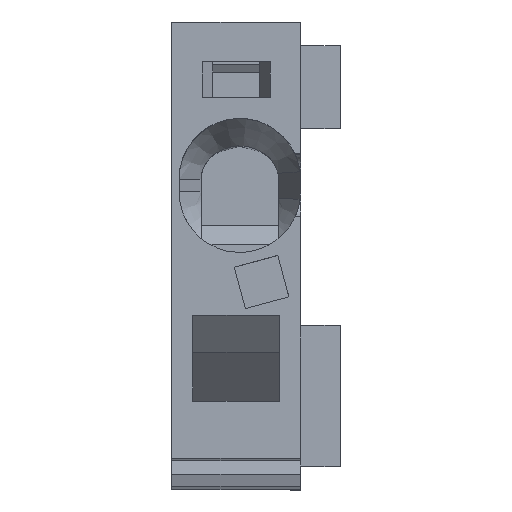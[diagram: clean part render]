
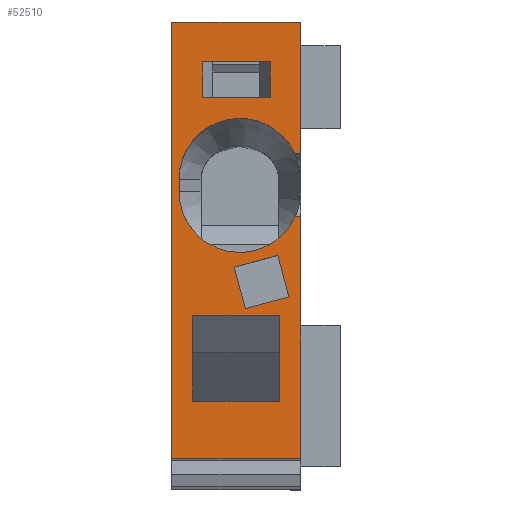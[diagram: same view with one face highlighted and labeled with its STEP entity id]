
A CAD part, top view. The second image highlights one B-rep face of the part: STEP entity #52510.
In plain terms, the highlighted face is planar.
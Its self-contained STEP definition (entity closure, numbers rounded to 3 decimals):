
#2960=CARTESIAN_POINT('',(11.63,-12.269,
1.55));
#2970=VERTEX_POINT('',#2960);
#3000=CARTESIAN_POINT('',(0.,-14.32,
1.55));
#3010=DIRECTION('',(0.985,0.174,
0.));
#3020=VECTOR('',#3010,1.);
#3030=LINE('',#3000,#3020);
#3040=CARTESIAN_POINT('',(0.281,-14.27,
1.55));
#3050=VERTEX_POINT('',#3040);
#3060=EDGE_CURVE('',#3050,#2970,#3030,.T.);
#3460=CARTESIAN_POINT('',(-2.673,-14.791,
1.55));
#3470=VERTEX_POINT('',#3460);
#3500=CARTESIAN_POINT('',(-8.877,-15.885,
1.55));
#3510=VERTEX_POINT('',#3500);
#3520=EDGE_CURVE('',#3510,#3470,#3030,.T.);
#8210=CARTESIAN_POINT('',(-8.877,-15.885,
-4.6));
#8220=VERTEX_POINT('',#8210);
#8250=CARTESIAN_POINT('',(0.,-14.32,
-4.6));
#8260=DIRECTION('',(0.985,0.174,
0.));
#8270=VECTOR('',#8260,1.);
#8280=LINE('',#8250,#8270);
#8290=CARTESIAN_POINT('',(11.63,-12.269,
-4.6));
#8300=VERTEX_POINT('',#8290);
#8310=EDGE_CURVE('',#8220,#8300,#8280,.T.);
#25020=CARTESIAN_POINT('',(0.281,-14.27,
0.));
#25030=DIRECTION('',(0.,0.,-1.));
#25040=VECTOR('',#25030,1.);
#25050=LINE('',#25020,#25040);
#25060=CARTESIAN_POINT('',(0.281,-14.27,
1.29));
#25070=VERTEX_POINT('',#25060);
#25080=EDGE_CURVE('',#3050,#25070,#25050,.T.);
#26160=CARTESIAN_POINT('',(-0.9,-14.478,
-1.35));
#26170=DIRECTION('',(0.174,-0.985,
0.));
#26180=DIRECTION('',(0.985,0.174,
0.));
#26190=AXIS2_PLACEMENT_3D('',#26160,#26170,#26180);
#26200=CIRCLE('',#26190,2.9);
#26210=CARTESIAN_POINT('',(-0.9,-14.478,
-4.25));
#26220=VERTEX_POINT('',#26210);
#26230=EDGE_CURVE('',#26220,#25070,#26200,.T.);
#37640=CARTESIAN_POINT('',(0.,-14.32,
-4.25));
#37650=DIRECTION('',(-0.985,-0.174,
0.));
#37660=VECTOR('',#37650,1.);
#37670=LINE('',#37640,#37660);
#37680=CARTESIAN_POINT('',(-1.491,-14.583,
-4.25));
#37690=VERTEX_POINT('',#37680);
#37700=EDGE_CURVE('',#26220,#37690,#37670,.T.);
#38730=CARTESIAN_POINT('',(-1.491,-14.583,
-1.35));
#38740=DIRECTION('',(-0.174,0.985,
0.));
#38750=DIRECTION('',(-0.985,-0.174,
0.));
#38760=AXIS2_PLACEMENT_3D('',#38730,#38740,#38750);
#38770=CIRCLE('',#38760,2.9);
#38780=CARTESIAN_POINT('',(-2.673,-14.791,
1.29));
#38790=VERTEX_POINT('',#38780);
#38800=EDGE_CURVE('',#37690,#38790,#38770,.T.);
#39100=CARTESIAN_POINT('',(-2.673,-14.791,
0.));
#39110=DIRECTION('',(0.,0.,-1.));
#39120=VECTOR('',#39110,1.);
#39130=LINE('',#39100,#39120);
#39140=EDGE_CURVE('',#3470,#38790,#39130,.T.);
#44050=CARTESIAN_POINT('',(11.63,-12.269,
0.));
#44060=DIRECTION('',(0.,0.,-1.));
#44070=VECTOR('',#44060,1.);
#44080=LINE('',#44050,#44070);
#44090=EDGE_CURVE('',#2970,#8300,#44080,.T.);
#51140=CARTESIAN_POINT('',(-8.877,-15.885,
0.));
#51150=DIRECTION('',(0.,0.,-1.));
#51160=VECTOR('',#51150,1.);
#51170=LINE('',#51140,#51160);
#51180=EDGE_CURVE('',#3510,#8220,#51170,.T.);
#51320=CARTESIAN_POINT('',(6.09,-13.246,
1.65));
#51330=DIRECTION('',(-0.174,0.985,
0.));
#51340=DIRECTION('',(0.985,0.174,
0.));
#51350=AXIS2_PLACEMENT_3D('',#51320,#51330,#51340);
#51360=PLANE('',#51350);
#51370=CARTESIAN_POINT('',(0.,-14.32,
-2.333));
#51380=DIRECTION('',(0.951,0.168,
0.259));
#51390=VECTOR('',#51380,1.);
#51400=LINE('',#51370,#51390);
#51410=CARTESIAN_POINT('',(2.646,-13.853,
-1.613));
#51420=VERTEX_POINT('',#51410);
#51430=CARTESIAN_POINT('',(4.596,-13.509,
-1.082));
#51440=VERTEX_POINT('',#51430);
#51450=EDGE_CURVE('',#51420,#51440,#51400,.T.);
#51460=ORIENTED_EDGE('',*,*,#51450,.F.);
#51470=CARTESIAN_POINT('',(4.31,-13.56,
0.));
#51480=DIRECTION('',(-0.255,-0.045,
0.966));
#51490=VECTOR('',#51480,1.);
#51500=LINE('',#51470,#51490);
#51510=CARTESIAN_POINT('',(4.048,-13.606,
0.995));
#51520=VERTEX_POINT('',#51510);
#51530=EDGE_CURVE('',#51440,#51520,#51500,.T.);
#51540=ORIENTED_EDGE('',*,*,#51530,.F.);
#51550=CARTESIAN_POINT('',(0.,-14.32,
-0.107));
#51560=DIRECTION('',(-0.951,-0.168,
-0.259));
#51570=VECTOR('',#51560,1.);
#51580=LINE('',#51550,#51570);
#51590=CARTESIAN_POINT('',(2.098,-13.95,
0.464));
#51600=VERTEX_POINT('',#51590);
#51610=EDGE_CURVE('',#51520,#51600,#51580,.T.);
#51620=ORIENTED_EDGE('',*,*,#51610,.F.);
#51630=CARTESIAN_POINT('',(2.22,-13.928,
0.));
#51640=DIRECTION('',(0.255,0.045,
-0.966));
#51650=VECTOR('',#51640,1.);
#51660=LINE('',#51630,#51650);
#51670=EDGE_CURVE('',#51600,#51420,#51660,.T.);
#51680=ORIENTED_EDGE('',*,*,#51670,.F.);
#51690=EDGE_LOOP('',(#51680,#51620,#51540,#51460));
#51700=FACE_BOUND('',#51690,.T.);
#51710=CARTESIAN_POINT('',(0.,-14.32,
-3.6));
#51720=DIRECTION('',(0.985,0.174,
0.));
#51730=VECTOR('',#51720,1.);
#51740=LINE('',#51710,#51730);
#51750=CARTESIAN_POINT('',(4.91,-13.454,
-3.6));
#51760=VERTEX_POINT('',#51750);
#51770=CARTESIAN_POINT('',(8.948,-12.742,
-3.6));
#51780=VERTEX_POINT('',#51770);
#51790=EDGE_CURVE('',#51760,#51780,#51740,.T.);
#51800=ORIENTED_EDGE('',*,*,#51790,.F.);
#51810=CARTESIAN_POINT('',(8.948,-12.742,
0.));
#51820=DIRECTION('',(0.,0.,1.));
#51830=VECTOR('',#51820,1.);
#51840=LINE('',#51810,#51830);
#51850=CARTESIAN_POINT('',(8.948,-12.742,
0.55));
#51860=VERTEX_POINT('',#51850);
#51870=EDGE_CURVE('',#51780,#51860,#51840,.T.);
#51880=ORIENTED_EDGE('',*,*,#51870,.F.);
#51890=CARTESIAN_POINT('',(0.,-14.32,
0.55));
#51900=DIRECTION('',(0.985,0.174,
0.));
#51910=VECTOR('',#51900,1.);
#51920=LINE('',#51890,#51910);
#51930=CARTESIAN_POINT('',(4.91,-13.454,
0.55));
#51940=VERTEX_POINT('',#51930);
#51950=EDGE_CURVE('',#51940,#51860,#51920,.T.);
#51960=ORIENTED_EDGE('',*,*,#51950,.T.);
#51970=CARTESIAN_POINT('',(4.91,-13.454,
0.));
#51980=DIRECTION('',(0.,0.,1.));
#51990=VECTOR('',#51980,1.);
#52000=LINE('',#51970,#51990);
#52010=EDGE_CURVE('',#51760,#51940,#52000,.T.);
#52020=ORIENTED_EDGE('',*,*,#52010,.T.);
#52030=EDGE_LOOP('',(#52020,#51960,#51880,#51800));
#52040=FACE_BOUND('',#52030,.T.);
#52050=CARTESIAN_POINT('',(-7.006,-15.555,
0.));
#52060=DIRECTION('',(0.,0.,-1.));
#52070=VECTOR('',#52060,1.);
#52080=LINE('',#52050,#52070);
#52090=CARTESIAN_POINT('',(-7.006,-15.555,
0.1));
#52100=VERTEX_POINT('',#52090);
#52110=CARTESIAN_POINT('',(-7.006,-15.555,
-3.15));
#52120=VERTEX_POINT('',#52110);
#52130=EDGE_CURVE('',#52100,#52120,#52080,.T.);
#52140=ORIENTED_EDGE('',*,*,#52130,.F.);
#52150=CARTESIAN_POINT('',(0.,-14.32,
-3.15));
#52160=DIRECTION('',(-0.985,-0.174,
0.));
#52170=VECTOR('',#52160,1.);
#52180=LINE('',#52150,#52170);
#52190=CARTESIAN_POINT('',(-5.332,-15.26,
-3.15));
#52200=VERTEX_POINT('',#52190);
#52210=EDGE_CURVE('',#52200,#52120,#52180,.T.);
#52220=ORIENTED_EDGE('',*,*,#52210,.T.);
#52230=CARTESIAN_POINT('',(-5.332,-15.26,
0.));
#52240=DIRECTION('',(0.,0.,1.));
#52250=VECTOR('',#52240,1.);
#52260=LINE('',#52230,#52250);
#52270=CARTESIAN_POINT('',(-5.332,-15.26,
0.1));
#52280=VERTEX_POINT('',#52270);
#52290=EDGE_CURVE('',#52200,#52280,#52260,.T.);
#52300=ORIENTED_EDGE('',*,*,#52290,.F.);
#52310=CARTESIAN_POINT('',(0.,-14.32,
0.1));
#52320=DIRECTION('',(-0.985,-0.174,
0.));
#52330=VECTOR('',#52320,1.);
#52340=LINE('',#52310,#52330);
#52350=EDGE_CURVE('',#52280,#52100,#52340,.T.);
#52360=ORIENTED_EDGE('',*,*,#52350,.F.);
#52370=EDGE_LOOP('',(#52360,#52300,#52220,#52140));
#52380=FACE_BOUND('',#52370,.T.);
#52390=ORIENTED_EDGE('',*,*,#51180,.T.);
#52400=ORIENTED_EDGE('',*,*,#3520,.F.);
#52410=ORIENTED_EDGE('',*,*,#39140,.F.);
#52420=ORIENTED_EDGE('',*,*,#38800,.T.);
#52430=ORIENTED_EDGE('',*,*,#37700,.T.);
#52440=ORIENTED_EDGE('',*,*,#26230,.F.);
#52450=ORIENTED_EDGE('',*,*,#25080,.T.);
#52460=ORIENTED_EDGE('',*,*,#3060,.F.);
#52470=ORIENTED_EDGE('',*,*,#44090,.F.);
#52480=ORIENTED_EDGE('',*,*,#8310,.T.);
#52490=EDGE_LOOP('',(#52480,#52470,#52460,#52450,#52440,#52430,#52420,
#52410,#52400,#52390));
#52500=FACE_OUTER_BOUND('',#52490,.T.);
#52510=ADVANCED_FACE('',(#51700,#52040,#52380,#52500),#51360,.F.);
